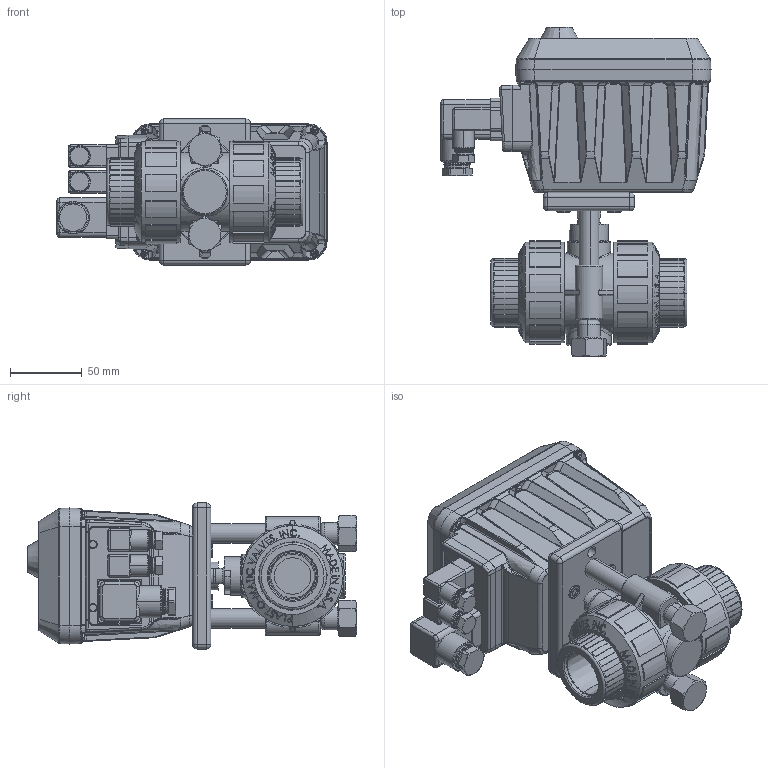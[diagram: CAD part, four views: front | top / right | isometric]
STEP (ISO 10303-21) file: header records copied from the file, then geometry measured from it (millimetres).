
FILE_DESCRIPTION (( 'STEP AP203' ), '1' );
FILE_NAME ('CAFE-100.STEP', '2022-01-03T16:55:09', ( '' ), ( '' ), 'SwSTEP 2.0', 'SolidWorks 2021', '' );
FILE_SCHEMA (( 'CONFIG_CONTROL_DESIGN' ));
Products named in the file (1): CAFE-100
Bounding box: 187.84 x 228.92 x 101.6 mm (x, y, z)
Volume: 1714992 mm3; surface area: 173909.7 mm2
Topology: 1 solids, 1 shells, 2722 faces, 7160 edges, 4535 vertices
Faces by surface type: plane 1123, bspline 613, cylinder 597, cone 292, torus 81, sphere 16
Entity records: 125574 total; most frequent: CARTESIAN_POINT 66445, ORIENTED_EDGE 14258, DIRECTION 9375, EDGE_CURVE 7129, VERTEX_POINT 4535, AXIS2_PLACEMENT_3D 3341, B_SPLINE_CURVE_WITH_KNOTS 2948, EDGE_LOOP 2890
